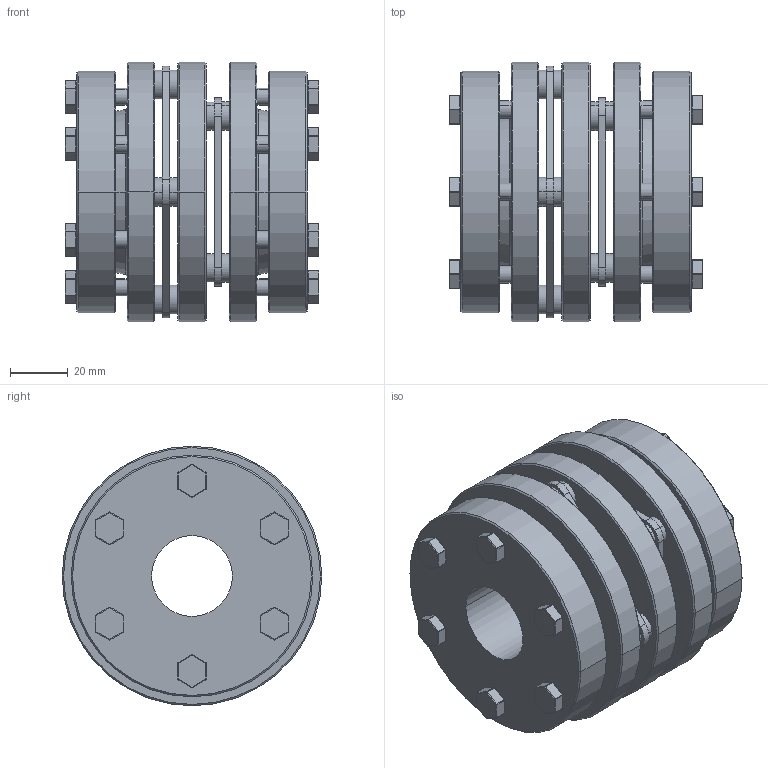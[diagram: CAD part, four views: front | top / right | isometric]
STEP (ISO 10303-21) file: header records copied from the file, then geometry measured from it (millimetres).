
FILE_DESCRIPTION (( 'STEP AP203' ), '1' );
FILE_NAME ('CL15-90_Double.step', '2011-08-10T07:22:07', ( '' ), ( '' ), 'SwSTEP 2.0', 'SolidWorks 2010', '' );
FILE_SCHEMA (( 'CONFIG_CONTROL_DESIGN' ));
Length unit declared in the file: millimetre
Products named in the file (1): CL15-90_Double
Bounding box: 88 x 90 x 90 mm (x, y, z)
Volume: 341527.7 mm3; surface area: 90384.2 mm2
Topology: 15 solids, 15 shells, 636 faces, 1354 edges, 680 vertices
Faces by surface type: cylinder 302, sphere 168, plane 138, cone 28
Entity records: 16155 total; most frequent: DIRECTION 3220, CARTESIAN_POINT 2575, ORIENTED_EDGE 2516, AXIS2_PLACEMENT_3D 1325, EDGE_CURVE 1258, CIRCLE 688, EDGE_LOOP 686, VERTEX_POINT 680
